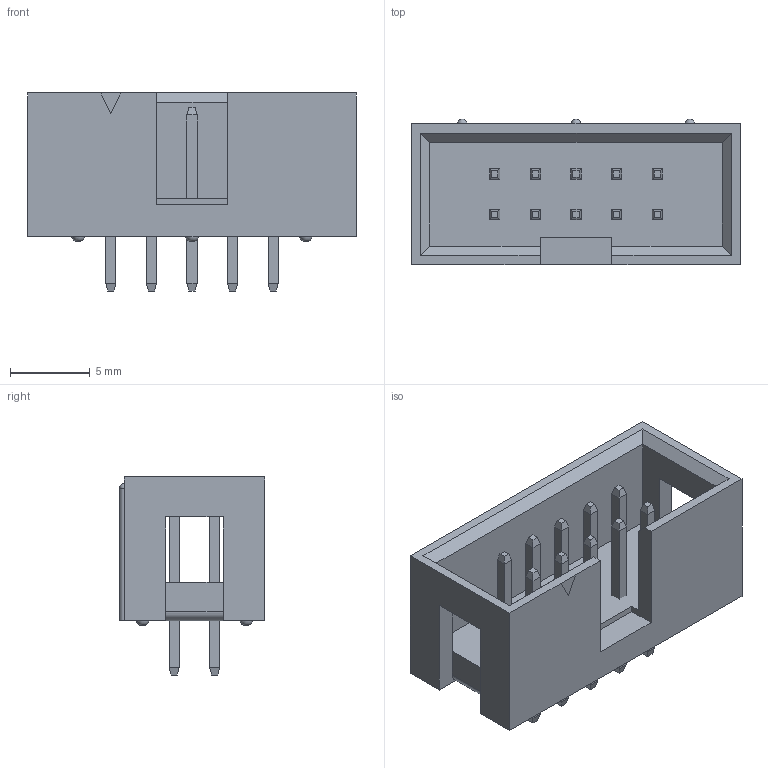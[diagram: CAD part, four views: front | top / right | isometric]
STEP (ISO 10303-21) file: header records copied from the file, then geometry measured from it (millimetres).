
FILE_DESCRIPTION(('STEP AP214'), '1');
FILE_NAME('DS1013-10SSiB', '2017-07-15T11:52:14', ('Nobody'), (''), 'ASCON STEP Converter 1.3', 'ASCON Math Kernel', '');
FILE_SCHEMA(('AUTOMOTIVE_DESIGN { 1 0 10303 214 3 1 1}'));
Length unit declared in the file: millimetre
Assembly tree (11 placements, depth 2):
  (unnamed)
    (unnamed)
    (unnamed)  x10
Bounding box: 20.6 x 9.1 x 12.4 mm (x, y, z)
Volume: 775 mm3; surface area: 1477.3 mm2
Topology: 11 solids, 11 shells, 280 faces, 617 edges, 368 vertices
Faces by surface type: plane 266, torus 6, cylinder 5, sphere 3
Entity records: 5865 total; most frequent: CARTESIAN_POINT 746, DIRECTION 716, ORIENTED_EDGE 712, EDGE_CURVE 356, LINE 328, VECTOR 328, VERTEX_POINT 224, AXIS2_PLACEMENT_3D 194
